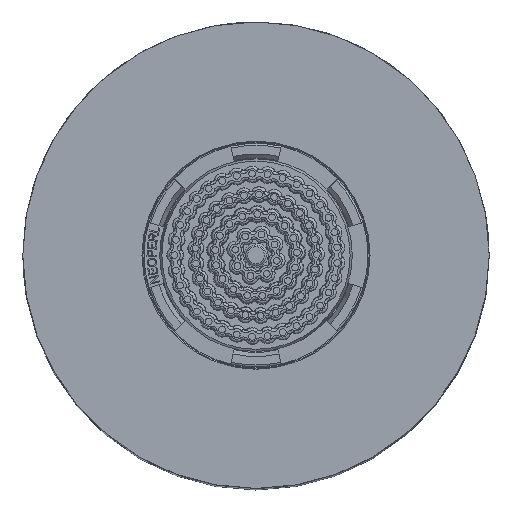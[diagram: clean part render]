
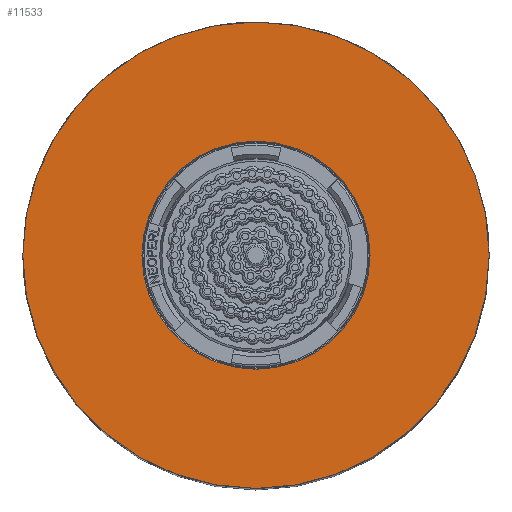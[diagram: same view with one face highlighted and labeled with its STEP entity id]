
A CAD part, top view. The second image highlights one B-rep face of the part: STEP entity #11533.
In plain terms, the highlighted planar face has unit normal (0, 0, 1).
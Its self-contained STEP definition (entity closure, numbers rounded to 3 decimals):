
#11533=ADVANCED_FACE('',(#24186,#24187),#24188,.T.);
#24186=FACE_BOUND('',#56114,.T.);
#24187=FACE_OUTER_BOUND('',#56115,.T.);
#24188=PLANE('',#56116);
#56114=EDGE_LOOP('',(#90885));
#56115=EDGE_LOOP('',(#90886,#90887,#90888,#90889,#90890,#90891,#90892,#90893));
#56116=AXIS2_PLACEMENT_3D('',#90894,#90895,#90896);
#90885=ORIENTED_EDGE('',*,*,#101398,.T.);
#90886=ORIENTED_EDGE('',*,*,#91775,.T.);
#90887=ORIENTED_EDGE('',*,*,#105882,.T.);
#90888=ORIENTED_EDGE('',*,*,#105891,.T.);
#90889=ORIENTED_EDGE('',*,*,#105888,.T.);
#90890=ORIENTED_EDGE('',*,*,#105885,.T.);
#90891=ORIENTED_EDGE('',*,*,#91771,.T.);
#90892=ORIENTED_EDGE('',*,*,#105892,.T.);
#90893=ORIENTED_EDGE('',*,*,#105893,.T.);
#90894=CARTESIAN_POINT('',(0.01,0.01,2.0));
#90895=DIRECTION('',(0.0,0.0,1.0));
#90896=DIRECTION('',(1.0,0.0,0.0));
#91771=EDGE_CURVE('',#106152,#106153,#106154,.T.);
#91775=EDGE_CURVE('',#106158,#106159,#106160,.T.);
#101398=EDGE_CURVE('',#122153,#122153,#122154,.T.);
#105882=EDGE_CURVE('',#106159,#127216,#127217,.T.);
#105885=EDGE_CURVE('',#127220,#106152,#127221,.T.);
#105888=EDGE_CURVE('',#127224,#127220,#127225,.T.);
#105891=EDGE_CURVE('',#127216,#127224,#127228,.T.);
#105892=EDGE_CURVE('',#106153,#127229,#127230,.T.);
#105893=EDGE_CURVE('',#127229,#106158,#127231,.T.);
#106152=VERTEX_POINT('',#127650);
#106153=VERTEX_POINT('',#127651);
#106154=CIRCLE('',#127652,24.99);
#106158=VERTEX_POINT('',#127658);
#106159=VERTEX_POINT('',#127659);
#106160=LINE('',#127660,#127661);
#122153=VERTEX_POINT('',#154860);
#122154=CIRCLE('',#154861,12.225);
#127216=VERTEX_POINT('',#163264);
#127217=CIRCLE('',#163265,24.99);
#127220=VERTEX_POINT('',#163269);
#127221=LINE('',#163270,#163271);
#127224=VERTEX_POINT('',#163275);
#127225=CIRCLE('',#163276,24.99);
#127228=LINE('',#163280,#163281);
#127229=VERTEX_POINT('',#163282);
#127230=LINE('',#163283,#163284);
#127231=CIRCLE('',#163285,24.99);
#127650=CARTESIAN_POINT('',(-25.0,-0.01,2.0));
#127651=CARTESIAN_POINT('',(-0.01,-25.0,2.0));
#127652=AXIS2_PLACEMENT_3D('',#163711,#163712,#163713);
#127658=CARTESIAN_POINT('',(25.0,-0.01,2.0));
#127659=CARTESIAN_POINT('',(25.0,0.01,2.0));
#127660=CARTESIAN_POINT('',(25.0,0.,2.0));
#127661=VECTOR('',#163716,1.0);
#154860=CARTESIAN_POINT('',(0.0,12.225,2.0));
#154861=AXIS2_PLACEMENT_3D('',#179746,#179747,#179748);
#163264=CARTESIAN_POINT('',(0.01,25.0,2.0));
#163265=AXIS2_PLACEMENT_3D('',#182630,#182631,#182632);
#163269=CARTESIAN_POINT('',(-25.0,0.01,2.0));
#163270=CARTESIAN_POINT('',(-25.0,0.,2.0));
#163271=VECTOR('',#182634,1.0);
#163275=CARTESIAN_POINT('',(-0.01,25.0,2.0));
#163276=AXIS2_PLACEMENT_3D('',#182636,#182637,#182638);
#163280=CARTESIAN_POINT('',(0.,25.0,2.0));
#163281=VECTOR('',#182640,1.0);
#163282=CARTESIAN_POINT('',(0.01,-25.0,2.0));
#163283=CARTESIAN_POINT('',(0.,-25.0,2.0));
#163284=VECTOR('',#182641,1.0);
#163285=AXIS2_PLACEMENT_3D('',#182642,#182643,#182644);
#163711=CARTESIAN_POINT('',(-0.01,-0.01,2.0));
#163712=DIRECTION('',(0.0,0.0,1.0));
#163713=DIRECTION('',(1.0,0.0,0.0));
#163716=DIRECTION('',(0.,1.0,0.0));
#179746=CARTESIAN_POINT('',(0.0,0.,2.0));
#179747=DIRECTION('',(0.0,0.0,-1.0));
#179748=DIRECTION('',(0.0,1.0,0.0));
#182630=CARTESIAN_POINT('',(0.01,0.01,2.0));
#182631=DIRECTION('',(0.0,0.0,1.0));
#182632=DIRECTION('',(1.0,0.0,0.0));
#182634=DIRECTION('',(0.,-1.0,0.0));
#182636=CARTESIAN_POINT('',(-0.01,0.01,2.0));
#182637=DIRECTION('',(0.0,0.0,1.0));
#182638=DIRECTION('',(1.0,0.0,0.0));
#182640=DIRECTION('',(-1.0,0.,0.0));
#182641=DIRECTION('',(1.0,0.0,0.0));
#182642=CARTESIAN_POINT('',(0.01,-0.01,2.0));
#182643=DIRECTION('',(0.0,0.0,1.0));
#182644=DIRECTION('',(1.0,0.0,0.0));
